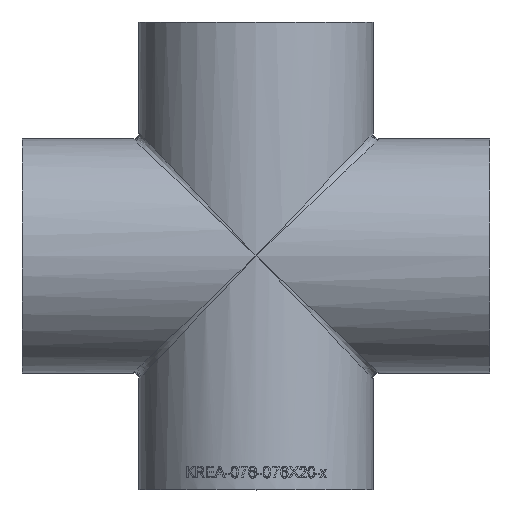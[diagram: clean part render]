
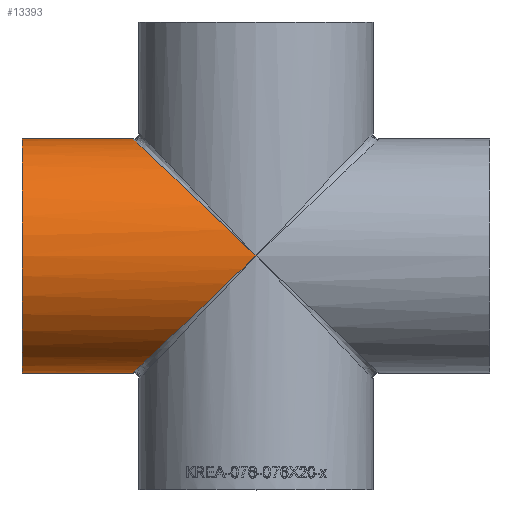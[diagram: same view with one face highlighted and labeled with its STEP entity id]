
A CAD part, top view. The second image highlights one B-rep face of the part: STEP entity #13393.
In plain terms, the highlighted cylindrical face has radius 38.05 mm (diameter 76.1 mm), a full revolution.
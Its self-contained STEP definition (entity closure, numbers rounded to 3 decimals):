
#81 = CARTESIAN_POINT ( 'NONE',  ( -80.1, 76.1, -38.05 ) ) ;
#273 = FACE_OUTER_BOUND ( 'NONE', #13498, .T. ) ;
#930 =( BOUNDED_CURVE ( )  B_SPLINE_CURVE ( 3, ( #11144, #9533, #21728, #21333 ),
 .UNSPECIFIED., .F., .F. ) 
 B_SPLINE_CURVE_WITH_KNOTS ( ( 4, 4 ),
 ( 4.712, 7.854 ),
 .UNSPECIFIED. ) 
 CURVE ( )  GEOMETRIC_REPRESENTATION_ITEM ( )  RATIONAL_B_SPLINE_CURVE ( ( 1., 0.333, 0.333, 1. ) ) 
 REPRESENTATION_ITEM ( '' )  );
#3133 = CARTESIAN_POINT ( 'NONE',  ( 0., 0., -38.05 ) ) ;
#4364 = CARTESIAN_POINT ( 'NONE',  ( -76., 0., 0. ) ) ;
#6342 = CARTESIAN_POINT ( 'NONE',  ( -80.1, 76.1, 38.05 ) ) ;
#6912 = EDGE_LOOP ( 'NONE', ( #25580, #16096 ) ) ;
#8389 = VERTEX_POINT ( 'NONE', #3133 ) ;
#8804 = CARTESIAN_POINT ( 'NONE',  ( 76., 0., 0. ) ) ;
#9223 = CARTESIAN_POINT ( 'NONE',  ( 0., 0., 38.05 ) ) ;
#9533 = CARTESIAN_POINT ( 'NONE',  ( -80.1, -76.1, -38.05 ) ) ;
#9995 = DIRECTION ( 'NONE',  ( 0., 0., 1. ) ) ;
#10285 =( BOUNDED_CURVE ( )  B_SPLINE_CURVE ( 3, ( #18649, #6342, #81, #16890 ),
 .UNSPECIFIED., .F., .F. ) 
 B_SPLINE_CURVE_WITH_KNOTS ( ( 4, 4 ),
 ( 4.712, 7.854 ),
 .UNSPECIFIED. ) 
 CURVE ( )  GEOMETRIC_REPRESENTATION_ITEM ( )  RATIONAL_B_SPLINE_CURVE ( ( 1., 0.333, 0.333, 1. ) ) 
 REPRESENTATION_ITEM ( '' )  );
#10716 = AXIS2_PLACEMENT_3D ( 'NONE', #8804, #12539, #25141 ) ;
#10860 = EDGE_CURVE ( 'NONE', #18261, #18261, #17494, .T. ) ;
#11054 = ORIENTED_EDGE ( 'NONE', *, *, #10860, .F. ) ;
#11144 = CARTESIAN_POINT ( 'NONE',  ( 0., 0., -38.05 ) ) ;
#11851 = CARTESIAN_POINT ( 'NONE',  ( -76., 0., 38.05 ) ) ;
#12495 = DIRECTION ( 'NONE',  ( -1., 0., 0. ) ) ;
#12539 = DIRECTION ( 'NONE',  ( -1., 0., 0. ) ) ;
#13208 = AXIS2_PLACEMENT_3D ( 'NONE', #4364, #12495, #9995 ) ;
#13393 = ADVANCED_FACE ( 'NONE', ( #273, #16557 ), #18979, .T. ) ;
#13498 = EDGE_LOOP ( 'NONE', ( #11054 ) ) ;
#16096 = ORIENTED_EDGE ( 'NONE', *, *, #26003, .T. ) ;
#16557 = FACE_OUTER_BOUND ( 'NONE', #6912, .T. ) ;
#16890 = CARTESIAN_POINT ( 'NONE',  ( 0., 0., -38.05 ) ) ;
#17494 = CIRCLE ( 'NONE', #13208, 38.05 ) ;
#18261 = VERTEX_POINT ( 'NONE', #11851 ) ;
#18649 = CARTESIAN_POINT ( 'NONE',  ( 0., 0., 38.05 ) ) ;
#18979 = CYLINDRICAL_SURFACE ( 'NONE', #10716, 38.05 ) ;
#20990 = VERTEX_POINT ( 'NONE', #9223 ) ;
#21333 = CARTESIAN_POINT ( 'NONE',  ( 0., 0., 38.05 ) ) ;
#21728 = CARTESIAN_POINT ( 'NONE',  ( -80.1, -76.1, 38.05 ) ) ;
#22954 = EDGE_CURVE ( 'NONE', #8389, #20990, #930, .T. ) ;
#25141 = DIRECTION ( 'NONE',  ( 0., 0., 1. ) ) ;
#25580 = ORIENTED_EDGE ( 'NONE', *, *, #22954, .T. ) ;
#26003 = EDGE_CURVE ( 'NONE', #20990, #8389, #10285, .T. ) ;
